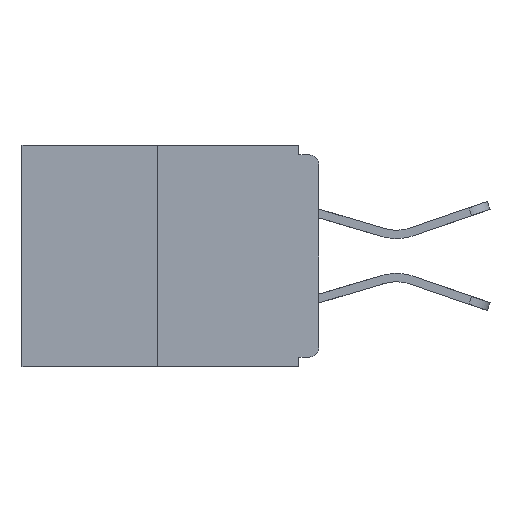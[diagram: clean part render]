
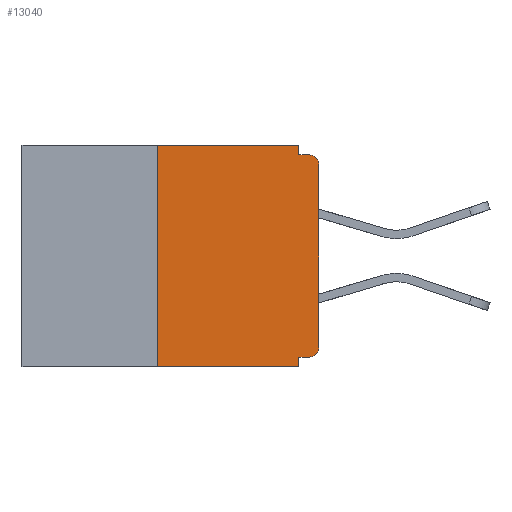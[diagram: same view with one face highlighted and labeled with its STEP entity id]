
A CAD part, left-side view. The second image highlights one B-rep face of the part: STEP entity #13040.
In plain terms, the highlighted planar face has unit normal (-1, 0, 0).
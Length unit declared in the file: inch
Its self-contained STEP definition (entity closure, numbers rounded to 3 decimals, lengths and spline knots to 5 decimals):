
#358 = CARTESIAN_POINT ( 'NONE',  ( 0., 0.031, -0.343 ) ) ;
#481 = CARTESIAN_POINT ( 'NONE',  ( 0., 0., -0.03 ) ) ;
#524 = VECTOR ( 'NONE', #7915, 39.37008 ) ;
#554 = LINE ( 'NONE', #6940, #3214 ) ;
#555 = DIRECTION ( 'NONE',  ( -1., 0., 0. ) ) ;
#586 = DIRECTION ( 'NONE',  ( 0., 0., 1. ) ) ;
#989 = CARTESIAN_POINT ( 'NONE',  ( 0., 0.031, -0.343 ) ) ;
#999 = FACE_OUTER_BOUND ( 'NONE', #8642, .T. ) ;
#1050 = ORIENTED_EDGE ( 'NONE', *, *, #2257, .F. ) ;
#1173 = LINE ( 'NONE', #13636, #11833 ) ;
#1185 = CARTESIAN_POINT ( 'NONE',  ( 0., 0.031, -0.328 ) ) ;
#1257 = ORIENTED_EDGE ( 'NONE', *, *, #12522, .T. ) ;
#1560 = DIRECTION ( 'NONE',  ( 0., 0., -1. ) ) ;
#1701 = ORIENTED_EDGE ( 'NONE', *, *, #8382, .T. ) ;
#2257 = EDGE_CURVE ( 'NONE', #11188, #5612, #3362, .T. ) ;
#2747 = EDGE_CURVE ( 'NONE', #5765, #6611, #6823, .T. ) ;
#3214 = VECTOR ( 'NONE', #586, 39.37008 ) ;
#3264 = CARTESIAN_POINT ( 'NONE',  ( 0., 0.46, 0. ) ) ;
#3362 = LINE ( 'NONE', #4687, #524 ) ;
#3501 = DIRECTION ( 'NONE',  ( 0., -1., 0. ) ) ;
#3512 = VECTOR ( 'NONE', #7617, 39.37008 ) ;
#3596 = PLANE ( 'NONE',  #11237 ) ;
#3852 = CARTESIAN_POINT ( 'NONE',  ( 0., 0.015, -0.03 ) ) ;
#4497 = AXIS2_PLACEMENT_3D ( 'NONE', #3852, #555, #13474 ) ;
#4687 = CARTESIAN_POINT ( 'NONE',  ( 0., 0., -0.015 ) ) ;
#4839 = LINE ( 'NONE', #5131, #9557 ) ;
#4990 = AXIS2_PLACEMENT_3D ( 'NONE', #11587, #8471, #12663 ) ;
#5131 = CARTESIAN_POINT ( 'NONE',  ( 0., 0.031, 0. ) ) ;
#5474 = VECTOR ( 'NONE', #11540, 39.37008 ) ;
#5588 = CARTESIAN_POINT ( 'NONE',  ( 0., 0., 0. ) ) ;
#5612 = VERTEX_POINT ( 'NONE', #10763 ) ;
#5765 = VERTEX_POINT ( 'NONE', #6864 ) ;
#5906 = VERTEX_POINT ( 'NONE', #13470 ) ;
#6173 = LINE ( 'NONE', #358, #10352 ) ;
#6230 = VECTOR ( 'NONE', #3501, 39.37008 ) ;
#6592 = CARTESIAN_POINT ( 'NONE',  ( 0., 0.031, -0.015 ) ) ;
#6611 = VERTEX_POINT ( 'NONE', #1185 ) ;
#6823 = LINE ( 'NONE', #8240, #5474 ) ;
#6864 = CARTESIAN_POINT ( 'NONE',  ( 0., 0.015, -0.328 ) ) ;
#6891 = CARTESIAN_POINT ( 'NONE',  ( 0., 0.25, -0.343 ) ) ;
#6940 = CARTESIAN_POINT ( 'NONE',  ( 0., 0.25, 0. ) ) ;
#7201 = ORIENTED_EDGE ( 'NONE', *, *, #11249, .F. ) ;
#7217 = DIRECTION ( 'NONE',  ( 0., -1., 0. ) ) ;
#7581 = LINE ( 'NONE', #8958, #6230 ) ;
#7617 = DIRECTION ( 'NONE',  ( 0., 0., 1. ) ) ;
#7736 = VERTEX_POINT ( 'NONE', #6891 ) ;
#7835 = EDGE_CURVE ( 'NONE', #7736, #10467, #554, .T. ) ;
#7915 = DIRECTION ( 'NONE',  ( 0., -1., 0. ) ) ;
#8240 = CARTESIAN_POINT ( 'NONE',  ( 0., 0., -0.328 ) ) ;
#8382 = EDGE_CURVE ( 'NONE', #5765, #5906, #10514, .T. ) ;
#8392 = DIRECTION ( 'NONE',  ( 0., 0., -1. ) ) ;
#8471 = DIRECTION ( 'NONE',  ( -1., 0., 0. ) ) ;
#8642 = EDGE_LOOP ( 'NONE', ( #11121, #10622, #8948, #7201, #9038, #1701, #1257, #12909, #1050, #9589 ) ) ;
#8785 = EDGE_CURVE ( 'NONE', #9111, #11188, #4839, .T. ) ;
#8805 = VERTEX_POINT ( 'NONE', #989 ) ;
#8948 = ORIENTED_EDGE ( 'NONE', *, *, #11134, .T. ) ;
#8958 = CARTESIAN_POINT ( 'NONE',  ( 0., 0.46, -0.343 ) ) ;
#9038 = ORIENTED_EDGE ( 'NONE', *, *, #2747, .F. ) ;
#9075 = CARTESIAN_POINT ( 'NONE',  ( 0., 0.25, 0. ) ) ;
#9111 = VERTEX_POINT ( 'NONE', #12658 ) ;
#9557 = VECTOR ( 'NONE', #8392, 39.37008 ) ;
#9585 = DIRECTION ( 'NONE',  ( 1., 0., 0. ) ) ;
#9589 = ORIENTED_EDGE ( 'NONE', *, *, #8785, .F. ) ;
#10234 = DIRECTION ( 'NONE',  ( 0., 0., -1. ) ) ;
#10352 = VECTOR ( 'NONE', #1560, 39.37008 ) ;
#10467 = VERTEX_POINT ( 'NONE', #9075 ) ;
#10514 = CIRCLE ( 'NONE', #4990, 0.015 ) ;
#10548 = VERTEX_POINT ( 'NONE', #481 ) ;
#10622 = ORIENTED_EDGE ( 'NONE', *, *, #7835, .F. ) ;
#10763 = CARTESIAN_POINT ( 'NONE',  ( 0., 0.015, -0.015 ) ) ;
#11121 = ORIENTED_EDGE ( 'NONE', *, *, #13248, .F. ) ;
#11134 = EDGE_CURVE ( 'NONE', #7736, #8805, #7581, .T. ) ;
#11188 = VERTEX_POINT ( 'NONE', #6592 ) ;
#11237 = AXIS2_PLACEMENT_3D ( 'NONE', #3264, #9585, #10234 ) ;
#11249 = EDGE_CURVE ( 'NONE', #6611, #8805, #6173, .T. ) ;
#11540 = DIRECTION ( 'NONE',  ( 0., 1., 0. ) ) ;
#11587 = CARTESIAN_POINT ( 'NONE',  ( 0., 0.015, -0.313 ) ) ;
#11824 = EDGE_CURVE ( 'NONE', #10548, #5612, #12216, .T. ) ;
#11833 = VECTOR ( 'NONE', #7217, 39.37008 ) ;
#12216 = CIRCLE ( 'NONE', #4497, 0.015 ) ;
#12364 = LINE ( 'NONE', #5588, #3512 ) ;
#12522 = EDGE_CURVE ( 'NONE', #5906, #10548, #12364, .T. ) ;
#12658 = CARTESIAN_POINT ( 'NONE',  ( 0., 0.031, 0. ) ) ;
#12663 = DIRECTION ( 'NONE',  ( 0., 0., -1. ) ) ;
#12909 = ORIENTED_EDGE ( 'NONE', *, *, #11824, .T. ) ;
#13040 = ADVANCED_FACE ( 'NONE', ( #999 ), #3596, .F. ) ;
#13248 = EDGE_CURVE ( 'NONE', #10467, #9111, #1173, .T. ) ;
#13470 = CARTESIAN_POINT ( 'NONE',  ( 0., 0., -0.313 ) ) ;
#13474 = DIRECTION ( 'NONE',  ( 0., 0., -1. ) ) ;
#13636 = CARTESIAN_POINT ( 'NONE',  ( 0., 0.46, 0. ) ) ;
